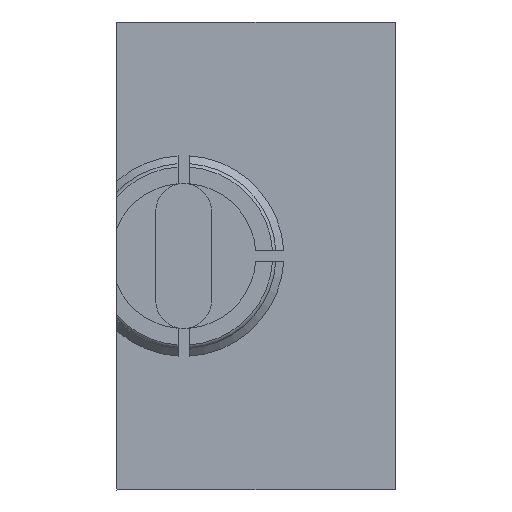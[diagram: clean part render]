
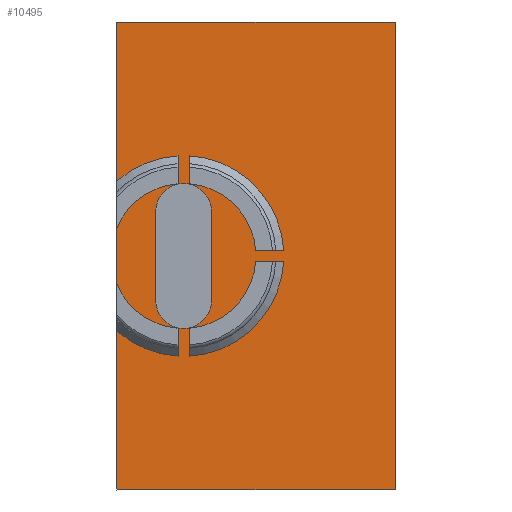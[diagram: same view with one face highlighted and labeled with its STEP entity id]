
A CAD part, left-side view. The second image highlights one B-rep face of the part: STEP entity #10495.
In plain terms, the highlighted planar face has unit normal (-1, 0, 0).
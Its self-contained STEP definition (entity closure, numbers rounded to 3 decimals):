
#62=FACE_BOUND('',#4094,.T.);
#63=FACE_BOUND('',#4095,.T.);
#64=FACE_BOUND('',#4096,.T.);
#164=PLANE('',#11121);
#700=LINE('',#14706,#2063);
#701=LINE('',#14710,#2064);
#702=LINE('',#14714,#2065);
#703=LINE('',#14718,#2066);
#704=LINE('',#14720,#2067);
#705=LINE('',#14722,#2068);
#706=LINE('',#14724,#2069);
#707=LINE('',#14725,#2070);
#708=LINE('',#14727,#2071);
#709=LINE('',#14730,#2072);
#710=LINE('',#14735,#2073);
#711=LINE('',#14738,#2074);
#712=LINE('',#14741,#2075);
#713=LINE('',#14745,#2076);
#2063=VECTOR('',#11866,10.);
#2064=VECTOR('',#11869,10.);
#2065=VECTOR('',#11872,10.);
#2066=VECTOR('',#11875,10.);
#2067=VECTOR('',#11876,10.);
#2068=VECTOR('',#11877,10.);
#2069=VECTOR('',#11878,10.);
#2070=VECTOR('',#11879,10.);
#2071=VECTOR('',#11880,10.);
#2072=VECTOR('',#11883,10.);
#2073=VECTOR('',#11886,10.);
#2074=VECTOR('',#11889,10.);
#2075=VECTOR('',#11890,10.);
#2076=VECTOR('',#11893,10.);
#3486=FACE_OUTER_BOUND('',#4093,.T.);
#4093=EDGE_LOOP('',(#7460,#7461,#7462,#7463,#7464,#7465,#7466,#7467,#7468,
#7469,#7470,#7471));
#4094=EDGE_LOOP('',(#7472,#7473,#7474,#7475));
#4095=EDGE_LOOP('',(#7476,#7477,#7478,#7479));
#4096=EDGE_LOOP('',(#7480,#7481,#7482,#7483));
#4800=CIRCLE('',#11115,9.);
#4802=CIRCLE('',#11119,9.);
#4804=CIRCLE('',#11122,6.5);
#4805=CIRCLE('',#11123,6.5);
#4806=CIRCLE('',#11124,9.);
#4807=CIRCLE('',#11125,6.5);
#4808=CIRCLE('',#11126,2.5);
#4809=CIRCLE('',#11127,2.5);
#4810=CIRCLE('',#11128,6.5);
#4811=CIRCLE('',#11129,9.);
#4919=VERTEX_POINT('',#14673);
#4922=VERTEX_POINT('',#14680);
#4926=VERTEX_POINT('',#14693);
#4927=VERTEX_POINT('',#14697);
#4929=VERTEX_POINT('',#14705);
#4930=VERTEX_POINT('',#14707);
#4931=VERTEX_POINT('',#14709);
#4932=VERTEX_POINT('',#14711);
#4933=VERTEX_POINT('',#14713);
#4934=VERTEX_POINT('',#14715);
#4935=VERTEX_POINT('',#14717);
#4936=VERTEX_POINT('',#14719);
#4937=VERTEX_POINT('',#14721);
#4938=VERTEX_POINT('',#14723);
#4939=VERTEX_POINT('',#14726);
#4940=VERTEX_POINT('',#14728);
#4941=VERTEX_POINT('',#14731);
#4942=VERTEX_POINT('',#14732);
#4943=VERTEX_POINT('',#14734);
#4944=VERTEX_POINT('',#14736);
#4945=VERTEX_POINT('',#14739);
#4946=VERTEX_POINT('',#14740);
#4947=VERTEX_POINT('',#14742);
#4948=VERTEX_POINT('',#14744);
#5931=EDGE_CURVE('',#4922,#4919,#4800,.T.);
#5936=EDGE_CURVE('',#4926,#4927,#4802,.T.);
#5939=EDGE_CURVE('',#4929,#4926,#700,.T.);
#5940=EDGE_CURVE('',#4929,#4930,#4804,.T.);
#5941=EDGE_CURVE('',#4931,#4930,#701,.T.);
#5942=EDGE_CURVE('',#4931,#4932,#4805,.T.);
#5943=EDGE_CURVE('',#4933,#4932,#702,.T.);
#5944=EDGE_CURVE('',#4934,#4933,#4806,.T.);
#5945=EDGE_CURVE('',#4935,#4934,#703,.T.);
#5946=EDGE_CURVE('',#4936,#4935,#704,.T.);
#5947=EDGE_CURVE('',#4937,#4936,#705,.T.);
#5948=EDGE_CURVE('',#4938,#4937,#706,.T.);
#5949=EDGE_CURVE('',#4927,#4938,#707,.T.);
#5950=EDGE_CURVE('',#4939,#4922,#708,.T.);
#5951=EDGE_CURVE('',#4939,#4940,#4807,.T.);
#5952=EDGE_CURVE('',#4919,#4940,#709,.T.);
#5953=EDGE_CURVE('',#4941,#4942,#4808,.T.);
#5954=EDGE_CURVE('',#4942,#4943,#710,.T.);
#5955=EDGE_CURVE('',#4943,#4944,#4809,.T.);
#5956=EDGE_CURVE('',#4944,#4941,#711,.T.);
#5957=EDGE_CURVE('',#4945,#4946,#712,.T.);
#5958=EDGE_CURVE('',#4945,#4947,#4810,.T.);
#5959=EDGE_CURVE('',#4948,#4947,#713,.T.);
#5960=EDGE_CURVE('',#4946,#4948,#4811,.T.);
#7460=ORIENTED_EDGE('',*,*,#5936,.F.);
#7461=ORIENTED_EDGE('',*,*,#5939,.F.);
#7462=ORIENTED_EDGE('',*,*,#5940,.T.);
#7463=ORIENTED_EDGE('',*,*,#5941,.F.);
#7464=ORIENTED_EDGE('',*,*,#5942,.T.);
#7465=ORIENTED_EDGE('',*,*,#5943,.F.);
#7466=ORIENTED_EDGE('',*,*,#5944,.F.);
#7467=ORIENTED_EDGE('',*,*,#5945,.F.);
#7468=ORIENTED_EDGE('',*,*,#5946,.F.);
#7469=ORIENTED_EDGE('',*,*,#5947,.F.);
#7470=ORIENTED_EDGE('',*,*,#5948,.F.);
#7471=ORIENTED_EDGE('',*,*,#5949,.F.);
#7472=ORIENTED_EDGE('',*,*,#5950,.F.);
#7473=ORIENTED_EDGE('',*,*,#5951,.T.);
#7474=ORIENTED_EDGE('',*,*,#5952,.F.);
#7475=ORIENTED_EDGE('',*,*,#5931,.F.);
#7476=ORIENTED_EDGE('',*,*,#5953,.T.);
#7477=ORIENTED_EDGE('',*,*,#5954,.T.);
#7478=ORIENTED_EDGE('',*,*,#5955,.T.);
#7479=ORIENTED_EDGE('',*,*,#5956,.T.);
#7480=ORIENTED_EDGE('',*,*,#5957,.F.);
#7481=ORIENTED_EDGE('',*,*,#5958,.T.);
#7482=ORIENTED_EDGE('',*,*,#5959,.F.);
#7483=ORIENTED_EDGE('',*,*,#5960,.F.);
#10495=ADVANCED_FACE('',(#3486,#62,#63,#64),#164,.T.);
#11115=AXIS2_PLACEMENT_3D('',#14684,#11850,#11851);
#11119=AXIS2_PLACEMENT_3D('',#14698,#11860,#11861);
#11121=AXIS2_PLACEMENT_3D('',#14704,#11864,#11865);
#11122=AXIS2_PLACEMENT_3D('',#14708,#11867,#11868);
#11123=AXIS2_PLACEMENT_3D('',#14712,#11870,#11871);
#11124=AXIS2_PLACEMENT_3D('',#14716,#11873,#11874);
#11125=AXIS2_PLACEMENT_3D('',#14729,#11881,#11882);
#11126=AXIS2_PLACEMENT_3D('',#14733,#11884,#11885);
#11127=AXIS2_PLACEMENT_3D('',#14737,#11887,#11888);
#11128=AXIS2_PLACEMENT_3D('',#14743,#11891,#11892);
#11129=AXIS2_PLACEMENT_3D('',#14746,#11894,#11895);
#11850=DIRECTION('center_axis',(-1.,0.,0.));
#11851=DIRECTION('ref_axis',(0.,0.,1.));
#11860=DIRECTION('center_axis',(-1.,0.,0.));
#11861=DIRECTION('ref_axis',(0.,0.,1.));
#11864=DIRECTION('center_axis',(-1.,0.,0.));
#11865=DIRECTION('ref_axis',(0.,0.,1.));
#11866=DIRECTION('',(0.,0.,1.));
#11867=DIRECTION('center_axis',(-1.,0.,0.));
#11868=DIRECTION('ref_axis',(0.,0.,1.));
#11869=DIRECTION('',(0.,0.,1.));
#11870=DIRECTION('center_axis',(-1.,0.,0.));
#11871=DIRECTION('ref_axis',(0.,0.,1.));
#11872=DIRECTION('',(0.,0.,1.));
#11873=DIRECTION('center_axis',(-1.,0.,0.));
#11874=DIRECTION('ref_axis',(0.,0.,-1.));
#11875=DIRECTION('',(0.,0.,1.));
#11876=DIRECTION('',(0.,1.,0.));
#11877=DIRECTION('',(0.,0.,-1.));
#11878=DIRECTION('',(0.,-1.,0.));
#11879=DIRECTION('',(0.,0.,1.));
#11880=DIRECTION('',(0.,-1.,0.));
#11881=DIRECTION('center_axis',(-1.,0.,0.));
#11882=DIRECTION('ref_axis',(0.,0.,1.));
#11883=DIRECTION('',(0.,0.,-1.));
#11884=DIRECTION('center_axis',(1.,0.,0.));
#11885=DIRECTION('ref_axis',(0.,-1.,0.));
#11886=DIRECTION('',(0.,0.,-1.));
#11887=DIRECTION('center_axis',(1.,0.,0.));
#11888=DIRECTION('ref_axis',(0.,1.,0.));
#11889=DIRECTION('',(0.,0.,1.));
#11890=DIRECTION('',(0.,0.,-1.));
#11891=DIRECTION('center_axis',(-1.,0.,0.));
#11892=DIRECTION('ref_axis',(0.,0.,1.));
#11893=DIRECTION('',(0.,1.,0.));
#11894=DIRECTION('center_axis',(-1.,0.,0.));
#11895=DIRECTION('ref_axis',(0.,0.,-1.));
#14673=CARTESIAN_POINT('',(-34.,15.5,8.986));
#14680=CARTESIAN_POINT('',(-34.,7.014,0.5));
#14684=CARTESIAN_POINT('Origin',(-34.,16.,0.));
#14693=CARTESIAN_POINT('',(-34.,16.5,8.986));
#14697=CARTESIAN_POINT('',(-34.,22.,6.708));
#14698=CARTESIAN_POINT('Origin',(-34.,16.,0.));
#14704=CARTESIAN_POINT('Origin',(-34.,0.,-21.));
#14705=CARTESIAN_POINT('',(-34.,16.5,6.481));
#14706=CARTESIAN_POINT('',(-34.,16.5,10.));
#14707=CARTESIAN_POINT('',(-34.,22.,2.5));
#14708=CARTESIAN_POINT('Origin',(-34.,16.,0.));
#14709=CARTESIAN_POINT('',(-34.,22.,-2.5));
#14710=CARTESIAN_POINT('',(-34.,22.,21.));
#14711=CARTESIAN_POINT('',(-34.,16.5,-6.481));
#14712=CARTESIAN_POINT('Origin',(-34.,16.,0.));
#14713=CARTESIAN_POINT('',(-34.,16.5,-8.986));
#14714=CARTESIAN_POINT('',(-34.,16.5,10.));
#14715=CARTESIAN_POINT('',(-34.,22.,-6.708));
#14716=CARTESIAN_POINT('Origin',(-34.,16.,0.));
#14717=CARTESIAN_POINT('',(-34.,22.,-21.));
#14718=CARTESIAN_POINT('',(-34.,22.,21.));
#14719=CARTESIAN_POINT('',(-34.,-3.,-21.));
#14720=CARTESIAN_POINT('',(-34.,0.,-21.));
#14721=CARTESIAN_POINT('',(-34.,-3.,21.));
#14722=CARTESIAN_POINT('',(-34.,-3.,-21.));
#14723=CARTESIAN_POINT('',(-34.,22.,21.));
#14724=CARTESIAN_POINT('',(-34.,0.,21.));
#14725=CARTESIAN_POINT('',(-34.,22.,21.));
#14726=CARTESIAN_POINT('',(-34.,9.519,0.5));
#14727=CARTESIAN_POINT('',(-34.,26.,0.5));
#14728=CARTESIAN_POINT('',(-34.,15.5,6.481));
#14729=CARTESIAN_POINT('Origin',(-34.,16.,0.));
#14730=CARTESIAN_POINT('',(-34.,15.5,-10.));
#14731=CARTESIAN_POINT('',(-34.,18.5,4.));
#14732=CARTESIAN_POINT('',(-34.,13.5,4.));
#14733=CARTESIAN_POINT('Origin',(-34.,16.,4.));
#14734=CARTESIAN_POINT('',(-34.,13.5,-4.));
#14735=CARTESIAN_POINT('',(-34.,13.5,-8.5));
#14736=CARTESIAN_POINT('',(-34.,18.5,-4.));
#14737=CARTESIAN_POINT('Origin',(-34.,16.,-4.));
#14738=CARTESIAN_POINT('',(-34.,18.5,-12.5));
#14739=CARTESIAN_POINT('',(-34.,15.5,-6.481));
#14740=CARTESIAN_POINT('',(-34.,15.5,-8.986));
#14741=CARTESIAN_POINT('',(-34.,15.5,-10.));
#14742=CARTESIAN_POINT('',(-34.,9.519,-0.5));
#14743=CARTESIAN_POINT('Origin',(-34.,16.,0.));
#14744=CARTESIAN_POINT('',(-34.,7.014,-0.5));
#14745=CARTESIAN_POINT('',(-34.,6.,-0.5));
#14746=CARTESIAN_POINT('Origin',(-34.,16.,0.));
